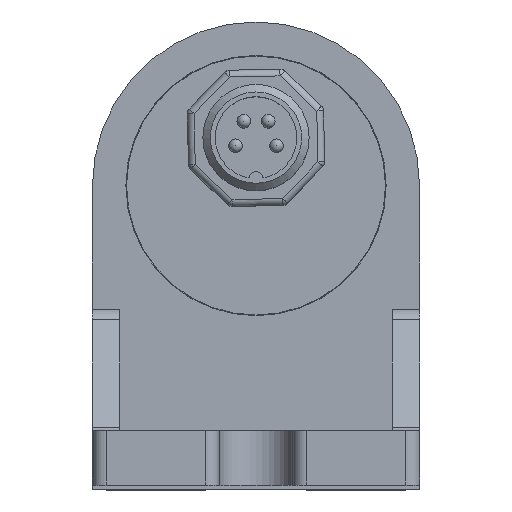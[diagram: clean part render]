
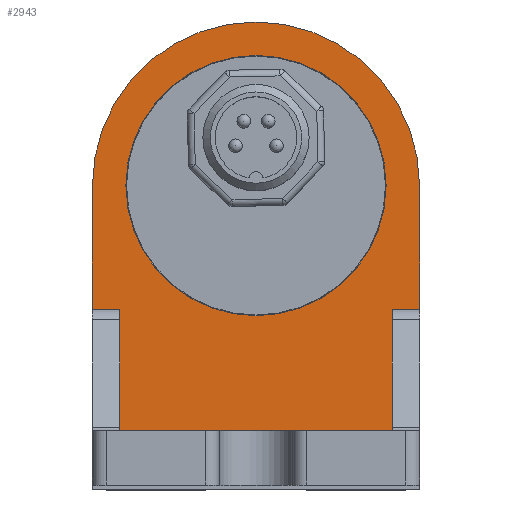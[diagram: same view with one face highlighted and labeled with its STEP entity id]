
A CAD part, top view. The second image highlights one B-rep face of the part: STEP entity #2943.
In plain terms, the highlighted planar face has unit normal (0, 0, 1).
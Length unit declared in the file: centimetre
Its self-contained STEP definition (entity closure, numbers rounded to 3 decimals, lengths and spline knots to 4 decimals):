
#228=PLANE('',#3306);
#411=VECTOR('',#4105,1.);
#430=VECTOR('',#4164,1.);
#433=VECTOR('',#4172,1.);
#434=VECTOR('',#4176,1.);
#435=VECTOR('',#4179,1.);
#436=VECTOR('',#4180,1.);
#437=VECTOR('',#4181,1.);
#622=LINE('',#4954,#411);
#641=LINE('',#5020,#430);
#644=LINE('',#5027,#433);
#645=LINE('',#5031,#434);
#646=LINE('',#5035,#435);
#647=LINE('',#5036,#436);
#648=LINE('',#5037,#437);
#897=VERTEX_POINT('',#4953);
#898=VERTEX_POINT('',#4955);
#920=VERTEX_POINT('',#5014);
#923=VERTEX_POINT('',#5019);
#924=VERTEX_POINT('',#5026);
#925=VERTEX_POINT('',#5028);
#926=VERTEX_POINT('',#5032);
#927=VERTEX_POINT('',#5034);
#928=VERTEX_POINT('',#5039);
#1129=CIRCLE('',#3307,1.2);
#1130=CIRCLE('',#3308,0.955);
#1490=EDGE_CURVE('',#898,#897,#622,.T.);
#1524=EDGE_CURVE('',#923,#920,#641,.T.);
#1528=EDGE_CURVE('',#924,#925,#644,.T.);
#1530=EDGE_CURVE('',#926,#923,#645,.T.);
#1531=EDGE_CURVE('',#927,#926,#1129,.T.);
#1532=EDGE_CURVE('',#925,#927,#646,.T.);
#1533=EDGE_CURVE('',#924,#898,#647,.T.);
#1534=EDGE_CURVE('',#897,#920,#648,.T.);
#1535=EDGE_CURVE('',#928,#928,#1130,.T.);
#2308=ORIENTED_EDGE('',*,*,#1524,.F.);
#2309=ORIENTED_EDGE('',*,*,#1530,.F.);
#2310=ORIENTED_EDGE('',*,*,#1531,.F.);
#2311=ORIENTED_EDGE('',*,*,#1532,.F.);
#2312=ORIENTED_EDGE('',*,*,#1528,.F.);
#2313=ORIENTED_EDGE('',*,*,#1533,.T.);
#2314=ORIENTED_EDGE('',*,*,#1490,.T.);
#2315=ORIENTED_EDGE('',*,*,#1534,.T.);
#2316=ORIENTED_EDGE('',*,*,#1535,.F.);
#2565=EDGE_LOOP('',(#2308,#2309,#2310,#2311,#2312,#2313,#2314,#2315));
#2566=EDGE_LOOP('',(#2316));
#2768=FACE_BOUND('',#2565,.T.);
#2769=FACE_BOUND('',#2566,.T.);
#2943=ADVANCED_FACE('',(#2768,#2769),#228,.T.);
#3306=AXIS2_PLACEMENT_3D('',#5030,#4175,$);
#3307=AXIS2_PLACEMENT_3D('',#5033,#4177,#4178);
#3308=AXIS2_PLACEMENT_3D('',#5038,#4182,#4183);
#4105=DIRECTION('',(1.,0.,0.));
#4164=DIRECTION('',(-1.,0.,0.));
#4172=DIRECTION('',(-1.,0.,0.));
#4175=DIRECTION('',(0.,0.,1.));
#4176=DIRECTION('',(0.,-1.,0.));
#4177=DIRECTION('',(0.,0.,-1.));
#4178=DIRECTION('',(-1.2,0.,0.));
#4179=DIRECTION('',(0.,1.,0.));
#4180=DIRECTION('',(0.,-1.,0.));
#4181=DIRECTION('',(0.,1.,0.));
#4182=DIRECTION('',(0.,0.,1.));
#4183=DIRECTION('',(-0.955,0.,0.));
#4953=CARTESIAN_POINT('',(1.,-1.8,16.42));
#4954=CARTESIAN_POINT('',(0.,-1.8,16.42));
#4955=CARTESIAN_POINT('',(-1.,-1.8,16.42));
#5014=CARTESIAN_POINT('',(1.,-0.9078,16.42));
#5019=CARTESIAN_POINT('',(1.2,-0.9078,16.42));
#5020=CARTESIAN_POINT('',(0.6,-0.9078,16.42));
#5026=CARTESIAN_POINT('',(-1.,-0.9078,16.42));
#5027=CARTESIAN_POINT('',(-0.5,-0.9078,16.42));
#5028=CARTESIAN_POINT('',(-1.2,-0.9078,16.42));
#5030=CARTESIAN_POINT('',(0.,-0.7118,16.42));
#5031=CARTESIAN_POINT('',(1.2,0.,16.42));
#5032=CARTESIAN_POINT('',(1.2,0.,16.42));
#5033=CARTESIAN_POINT('',(0.,0.,16.42));
#5034=CARTESIAN_POINT('',(-1.2,0.,16.42));
#5035=CARTESIAN_POINT('',(-1.2,-2.2,16.42));
#5036=CARTESIAN_POINT('',(-1.,-1.0709,16.42));
#5037=CARTESIAN_POINT('',(1.,-1.0709,16.42));
#5038=CARTESIAN_POINT('',(0.,0.,16.42));
#5039=CARTESIAN_POINT('',(-0.955,0.,16.42));
